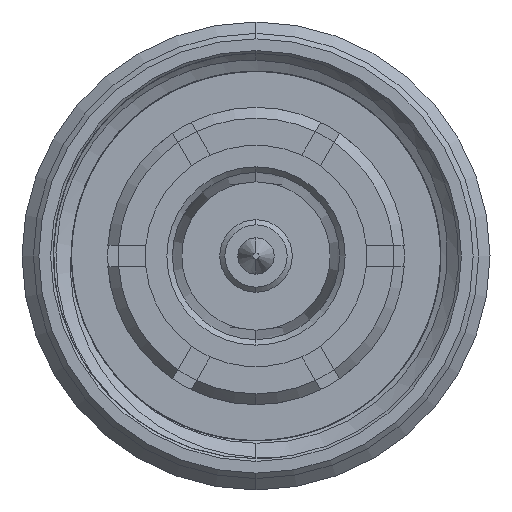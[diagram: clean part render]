
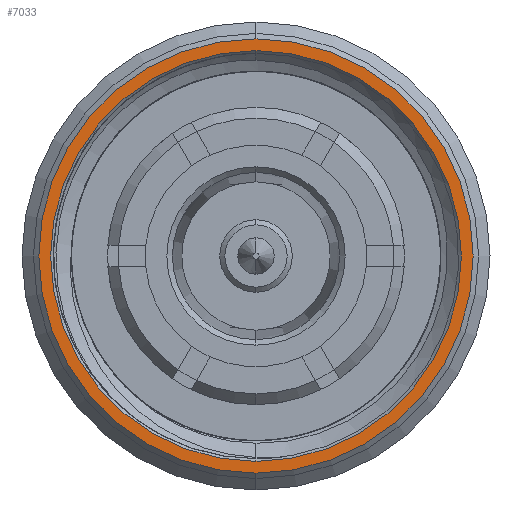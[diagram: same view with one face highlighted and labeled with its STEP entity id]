
A CAD part, left-side view. The second image highlights one B-rep face of the part: STEP entity #7033.
In plain terms, the highlighted planar face has unit normal (-1, 0, 0).
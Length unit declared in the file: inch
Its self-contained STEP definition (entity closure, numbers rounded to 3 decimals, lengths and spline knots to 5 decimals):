
#144 = CIRCLE ( 'NONE', #4997, 0.40186 ) ;
#586 = CARTESIAN_POINT ( 'NONE',  ( 0., 0., 0. ) ) ;
#607 = DIRECTION ( 'NONE',  ( -1., 0., 0. ) ) ;
#714 = CARTESIAN_POINT ( 'NONE',  ( 0., 0., -0.40186 ) ) ;
#1225 = DIRECTION ( 'NONE',  ( 0., 0., -1. ) ) ;
#1630 = CIRCLE ( 'NONE', #2395, 0.38 ) ;
#1901 = EDGE_CURVE ( 'NONE', #7631, #6168, #144, .T. ) ;
#2142 = AXIS2_PLACEMENT_3D ( 'NONE', #5976, #4867, #7784 ) ;
#2395 = AXIS2_PLACEMENT_3D ( 'NONE', #5634, #5036, #3253 ) ;
#2602 = EDGE_LOOP ( 'NONE', ( #7114, #4703 ) ) ;
#2668 = EDGE_CURVE ( 'NONE', #5680, #3195, #7612, .T. ) ;
#2818 = PLANE ( 'NONE',  #3914 ) ;
#3034 = CARTESIAN_POINT ( 'NONE',  ( 0., 0., 0.38 ) ) ;
#3087 = DIRECTION ( 'NONE',  ( -1., 0., 0. ) ) ;
#3195 = VERTEX_POINT ( 'NONE', #3034 ) ;
#3253 = DIRECTION ( 'NONE',  ( 0., 0., 1. ) ) ;
#3700 = AXIS2_PLACEMENT_3D ( 'NONE', #586, #3087, #4273 ) ;
#3914 = AXIS2_PLACEMENT_3D ( 'NONE', #4126, #5913, #4163 ) ;
#4009 = FACE_OUTER_BOUND ( 'NONE', #2602, .T. ) ;
#4126 = CARTESIAN_POINT ( 'NONE',  ( 0., 0.41186, 0. ) ) ;
#4163 = DIRECTION ( 'NONE',  ( 0., 0., -1. ) ) ;
#4273 = DIRECTION ( 'NONE',  ( 0., 0., -1. ) ) ;
#4491 = ORIENTED_EDGE ( 'NONE', *, *, #7730, .F. ) ;
#4656 = EDGE_CURVE ( 'NONE', #6168, #7631, #6225, .T. ) ;
#4703 = ORIENTED_EDGE ( 'NONE', *, *, #4656, .T. ) ;
#4867 = DIRECTION ( 'NONE',  ( -1., 0., 0. ) ) ;
#4997 = AXIS2_PLACEMENT_3D ( 'NONE', #6089, #607, #1225 ) ;
#5036 = DIRECTION ( 'NONE',  ( -1., 0., 0. ) ) ;
#5238 = FACE_BOUND ( 'NONE', #5764, .T. ) ;
#5623 = CARTESIAN_POINT ( 'NONE',  ( 0., 0., 0.40186 ) ) ;
#5634 = CARTESIAN_POINT ( 'NONE',  ( 0., 0., 0. ) ) ;
#5647 = ORIENTED_EDGE ( 'NONE', *, *, #2668, .F. ) ;
#5680 = VERTEX_POINT ( 'NONE', #7512 ) ;
#5764 = EDGE_LOOP ( 'NONE', ( #4491, #5647 ) ) ;
#5913 = DIRECTION ( 'NONE',  ( 1., 0., 0. ) ) ;
#5976 = CARTESIAN_POINT ( 'NONE',  ( 0., 0., 0. ) ) ;
#6089 = CARTESIAN_POINT ( 'NONE',  ( 0., 0., 0. ) ) ;
#6168 = VERTEX_POINT ( 'NONE', #5623 ) ;
#6225 = CIRCLE ( 'NONE', #3700, 0.40186 ) ;
#7033 = ADVANCED_FACE ( 'NONE', ( #4009, #5238 ), #2818, .F. ) ;
#7114 = ORIENTED_EDGE ( 'NONE', *, *, #1901, .T. ) ;
#7512 = CARTESIAN_POINT ( 'NONE',  ( 0., 0., -0.38 ) ) ;
#7612 = CIRCLE ( 'NONE', #2142, 0.38 ) ;
#7631 = VERTEX_POINT ( 'NONE', #714 ) ;
#7730 = EDGE_CURVE ( 'NONE', #3195, #5680, #1630, .T. ) ;
#7784 = DIRECTION ( 'NONE',  ( 0., 0., 1. ) ) ;
